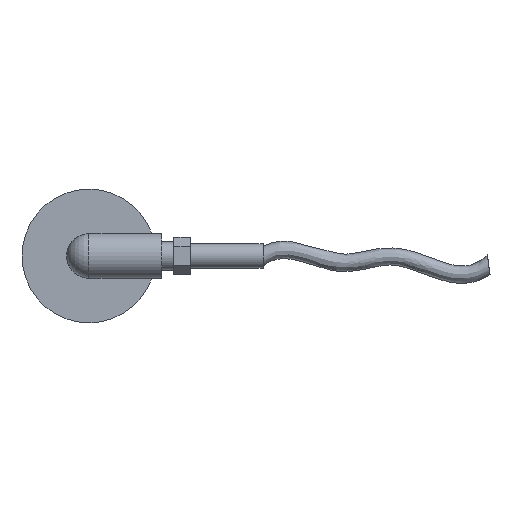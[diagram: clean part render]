
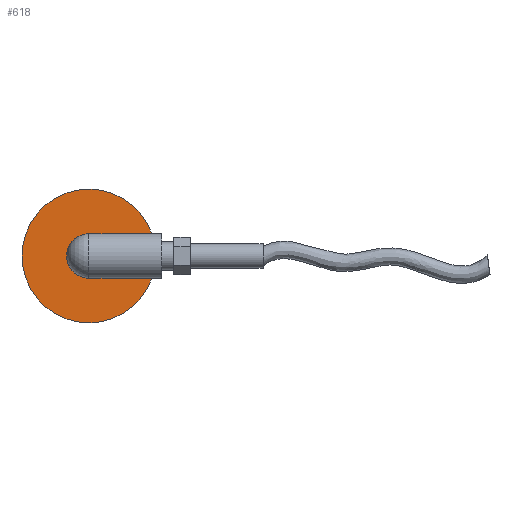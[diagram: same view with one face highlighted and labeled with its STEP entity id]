
A CAD part, front view. The second image highlights one B-rep face of the part: STEP entity #618.
In plain terms, the highlighted planar face has unit normal (0, -1, 0).
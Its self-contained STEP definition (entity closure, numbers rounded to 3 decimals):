
#11 = CARTESIAN_POINT ( 'NONE',  ( 0., 0., -5.5 ) ) ;
#194 = CARTESIAN_POINT ( 'NONE',  ( 0., 0., -16.5 ) ) ;
#220 = VERTEX_POINT ( 'NONE', #11 ) ;
#272 = EDGE_LOOP ( 'NONE', ( #2393, #2411 ) ) ;
#299 = DIRECTION ( 'NONE',  ( 0., 0., 1. ) ) ;
#303 = DIRECTION ( 'NONE',  ( 0., 1., 0. ) ) ;
#305 = CARTESIAN_POINT ( 'NONE',  ( 0., 0., 0. ) ) ;
#514 = VERTEX_POINT ( 'NONE', #1672 ) ;
#580 = DIRECTION ( 'NONE',  ( 0., 0., 1. ) ) ;
#588 = DIRECTION ( 'NONE',  ( 0., -1., 0. ) ) ;
#594 = CARTESIAN_POINT ( 'NONE',  ( 0., 0., 0. ) ) ;
#613 = DIRECTION ( 'NONE',  ( 0., 0., 1. ) ) ;
#615 = DIRECTION ( 'NONE',  ( 0., 1., 0. ) ) ;
#617 = CARTESIAN_POINT ( 'NONE',  ( 0., 0., 0. ) ) ;
#618 = ADVANCED_FACE ( 'NONE', ( #2150, #2138 ), #1067, .F. ) ;
#811 = DIRECTION ( 'NONE',  ( 0., 0., 1. ) ) ;
#812 = DIRECTION ( 'NONE',  ( 0., -1., 0. ) ) ;
#817 = CARTESIAN_POINT ( 'NONE',  ( 0., 0., 0. ) ) ;
#984 = DIRECTION ( 'NONE',  ( 0., 0., 1. ) ) ;
#1016 = CARTESIAN_POINT ( 'NONE',  ( 0., 0., 0. ) ) ;
#1025 = DIRECTION ( 'NONE',  ( 0., 1., 0. ) ) ;
#1067 = PLANE ( 'NONE',  #1884 ) ;
#1093 = CARTESIAN_POINT ( 'NONE',  ( 0., 0., 16.5 ) ) ;
#1255 = CIRCLE ( 'NONE', #1568, 16.5 ) ;
#1339 = CIRCLE ( 'NONE', #1605, 5.5 ) ;
#1350 = CIRCLE ( 'NONE', #1606, 16.5 ) ;
#1400 = CIRCLE ( 'NONE', #2321, 5.5 ) ;
#1542 = VERTEX_POINT ( 'NONE', #1093 ) ;
#1568 = AXIS2_PLACEMENT_3D ( 'NONE', #305, #303, #299 ) ;
#1605 = AXIS2_PLACEMENT_3D ( 'NONE', #594, #588, #580 ) ;
#1606 = AXIS2_PLACEMENT_3D ( 'NONE', #617, #615, #613 ) ;
#1672 = CARTESIAN_POINT ( 'NONE',  ( 0., 0., 5.5 ) ) ;
#1683 = EDGE_CURVE ( 'NONE', #220, #514, #1400, .T. ) ;
#1798 = EDGE_CURVE ( 'NONE', #2023, #1542, #1350, .T. ) ;
#1801 = EDGE_CURVE ( 'NONE', #514, #220, #1339, .T. ) ;
#1884 = AXIS2_PLACEMENT_3D ( 'NONE', #1016, #1025, #984 ) ;
#1970 = EDGE_LOOP ( 'NONE', ( #2384, #2388 ) ) ;
#1978 = EDGE_CURVE ( 'NONE', #1542, #2023, #1255, .T. ) ;
#2023 = VERTEX_POINT ( 'NONE', #194 ) ;
#2138 = FACE_BOUND ( 'NONE', #272, .T. ) ;
#2150 = FACE_OUTER_BOUND ( 'NONE', #1970, .T. ) ;
#2321 = AXIS2_PLACEMENT_3D ( 'NONE', #817, #812, #811 ) ;
#2384 = ORIENTED_EDGE ( 'NONE', *, *, #1798, .F. ) ;
#2388 = ORIENTED_EDGE ( 'NONE', *, *, #1978, .F. ) ;
#2393 = ORIENTED_EDGE ( 'NONE', *, *, #1801, .F. ) ;
#2411 = ORIENTED_EDGE ( 'NONE', *, *, #1683, .F. ) ;
